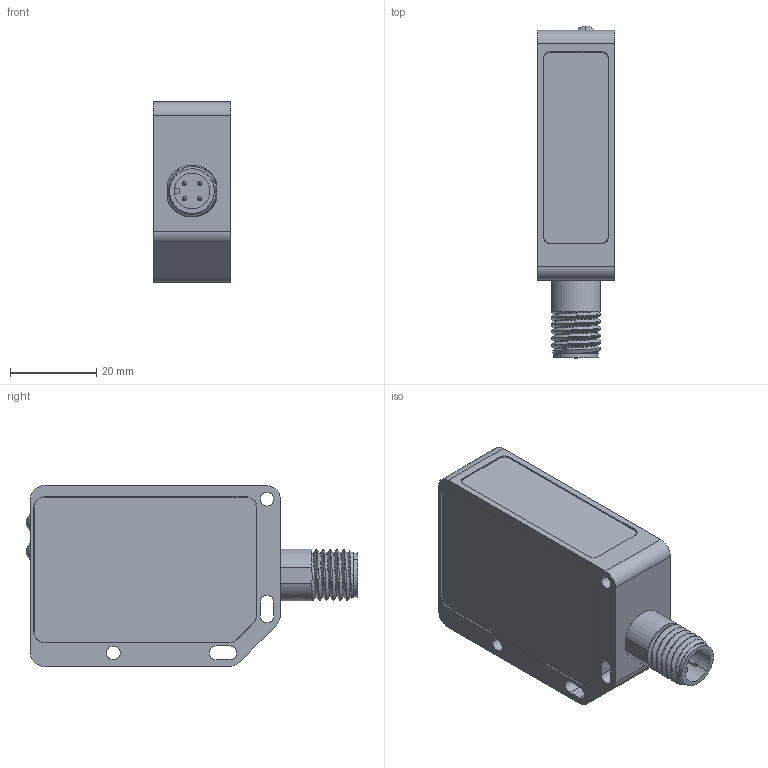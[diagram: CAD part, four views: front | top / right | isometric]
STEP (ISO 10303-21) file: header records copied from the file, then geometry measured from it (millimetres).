
FILE_DESCRIPTION((''),'2;1');
FILE_NAME('188710_ASM','2015-11-06T',('pdmadmin'),(''),'PRO/ENGINEER BY PARAMETRIC TECHNOLOGY CORPORATION, 2013230','PRO/ENGINEER BY PARAMETRIC TECHNOLOGY CORPORATION, 2013230','');
FILE_SCHEMA(('CONFIG_CONTROL_DESIGN'));
Length unit declared in the file: inch
Products named in the file (9): 45489; 62333; 08427; 47464_ASM; 45493; 44169; 45492; POTREC; 188710_ASM
Assembly tree (8 placements, depth 3):
  188710_ASM
    47464_ASM
      45489
      62333
      08427
    45493
    44169
    45492
    POTREC
Bounding box: 18.01 x 77.03 x 41.91 mm (x, y, z)
Volume: 16833.6 mm3; surface area: 19811 mm2
Topology: 7 solids, 7 shells, 413 faces, 1059 edges, 688 vertices
Faces by surface type: plane 212, cylinder 152, bspline 22, cone 13, sphere 8, torus 6
Entity records: 16372 total; most frequent: CARTESIAN_POINT 6068, DIRECTION 2112, ORIENTED_EDGE 2102, EDGE_CURVE 1051, AXIS2_PLACEMENT_3D 753, VERTEX_POINT 688, VECTOR 606, LINE 606
